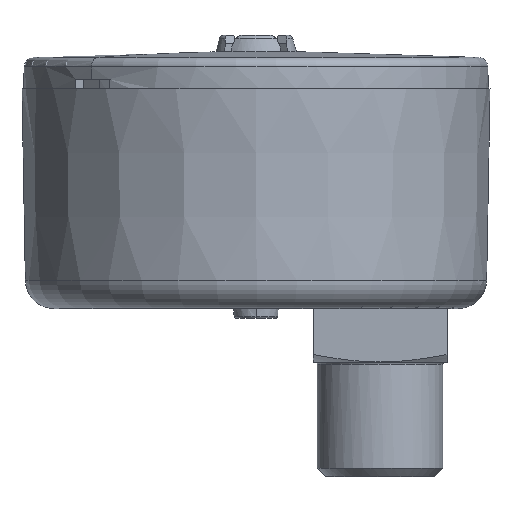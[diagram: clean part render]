
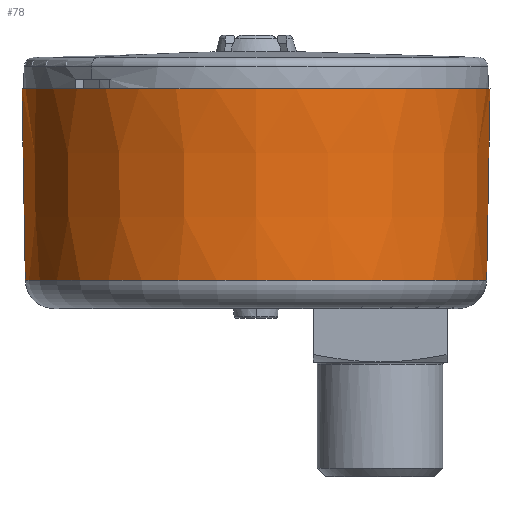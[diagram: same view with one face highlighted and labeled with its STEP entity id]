
A CAD part, left-side view. The second image highlights one B-rep face of the part: STEP entity #78.
In plain terms, the highlighted conical face has half-angle 1 degrees and reference radius 24.325 mm.
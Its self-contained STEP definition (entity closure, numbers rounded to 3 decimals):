
#31=CARTESIAN_POINT('Axis2P3D Location',(0.,0.,-10.026)) ;
#36=CARTESIAN_POINT('Line Origine',(0.,-87274.195,4998531.661)) ;
#40=CARTESIAN_POINT('Vertex',(0.,-24.5,0.)) ;
#42=CARTESIAN_POINT('Vertex',(0.,-24.15,-20.052)) ;
#45=CARTESIAN_POINT('Axis2P3D Location',(0.,0.,0.)) ;
#49=CARTESIAN_POINT('Vertex',(0.,24.5,0.)) ;
#52=CARTESIAN_POINT('Line Origine',(0.,87274.195,4998531.661)) ;
#56=CARTESIAN_POINT('Vertex',(0.,24.15,-20.052)) ;
#59=CARTESIAN_POINT('Axis2P3D Location',(0.,0.,-20.052)) ;
#63=CARTESIAN_POINT('Vertex',(-0.159,24.149,-20.052)) ;
#66=CARTESIAN_POINT('Axis2P3D Location',(0.,0.,-20.052)) ;
#38=VECTOR('Line Direction',#37,1.) ;
#54=VECTOR('Line Direction',#53,1.) ;
#32=DIRECTION('Axis2P3D Direction',(0.,0.,1.)) ;
#33=DIRECTION('Axis2P3D XDirection',(0.,1.,0.)) ;
#37=DIRECTION('Vector Direction',(0.,-0.017,1.)) ;
#46=DIRECTION('Axis2P3D Direction',(0.,-0.,1.)) ;
#53=DIRECTION('Vector Direction',(0.,0.017,1.)) ;
#60=DIRECTION('Axis2P3D Direction',(0.,-0.,1.)) ;
#67=DIRECTION('Axis2P3D Direction',(0.,-0.,1.)) ;
#34=AXIS2_PLACEMENT_3D('Cone Axis2P3D',#31,#32,#33) ;
#47=AXIS2_PLACEMENT_3D('Circle Axis2P3D',#45,#46,$) ;
#61=AXIS2_PLACEMENT_3D('Circle Axis2P3D',#59,#60,$) ;
#68=AXIS2_PLACEMENT_3D('Circle Axis2P3D',#66,#67,$) ;
#39=LINE('Line',#36,#38) ;
#55=LINE('Line',#52,#54) ;
#48=CIRCLE('generated circle',#47,24.5) ;
#62=CIRCLE('generated circle',#61,24.15) ;
#69=CIRCLE('generated circle',#68,24.15) ;
#35=CONICAL_SURFACE('Cone',#34,24.325,0.017) ;
#44=EDGE_CURVE('',#41,#43,#39,.F.) ;
#51=EDGE_CURVE('',#41,#50,#48,.F.) ;
#58=EDGE_CURVE('',#50,#57,#55,.F.) ;
#65=EDGE_CURVE('',#64,#57,#62,.F.) ;
#70=EDGE_CURVE('',#43,#64,#69,.F.) ;
#72=ORIENTED_EDGE('',*,*,#44,.F.) ;
#73=ORIENTED_EDGE('',*,*,#51,.T.) ;
#74=ORIENTED_EDGE('',*,*,#58,.T.) ;
#75=ORIENTED_EDGE('',*,*,#65,.F.) ;
#76=ORIENTED_EDGE('',*,*,#70,.F.) ;
#71=EDGE_LOOP('',(#72,#73,#74,#75,#76)) ;
#41=VERTEX_POINT('',#40) ;
#43=VERTEX_POINT('',#42) ;
#50=VERTEX_POINT('',#49) ;
#57=VERTEX_POINT('',#56) ;
#64=VERTEX_POINT('',#63) ;
#78=ADVANCED_FACE('PartBody',(#77),#35,.T.) ;
#77=FACE_OUTER_BOUND('',#71,.T.) ;
